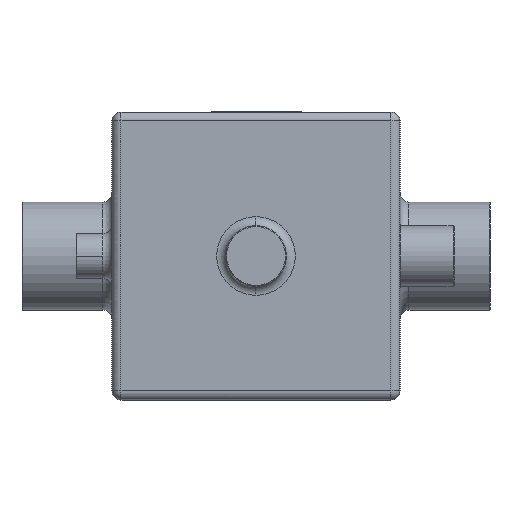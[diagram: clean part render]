
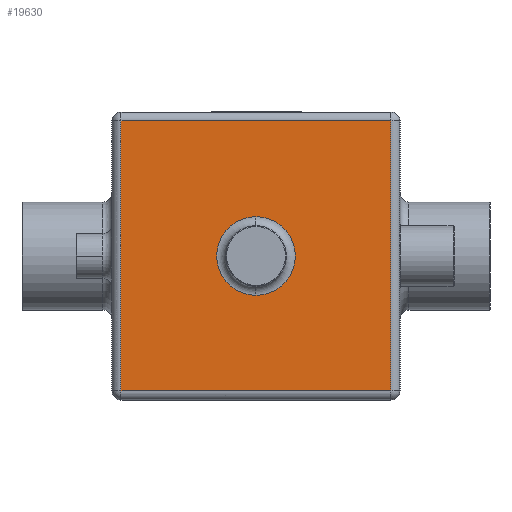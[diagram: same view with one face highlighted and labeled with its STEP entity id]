
A CAD part, front view. The second image highlights one B-rep face of the part: STEP entity #19630.
In plain terms, the highlighted planar face has unit normal (0, -1, 0).
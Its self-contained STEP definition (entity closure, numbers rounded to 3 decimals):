
#250 = CARTESIAN_POINT ( 'NONE',  ( 75., -309., -75. ) ) ;
#435 = DIRECTION ( 'NONE',  ( 0., 0., 1. ) ) ;
#1820 = CARTESIAN_POINT ( 'NONE',  ( -80., -309., 75. ) ) ;
#1831 = CARTESIAN_POINT ( 'NONE',  ( 80., -309., 80. ) ) ;
#2006 = DIRECTION ( 'NONE',  ( 1., 0., 0. ) ) ;
#2066 = CARTESIAN_POINT ( 'NONE',  ( 75., -309., 75. ) ) ;
#2479 = CARTESIAN_POINT ( 'NONE',  ( 0., -309., 0. ) ) ;
#2503 = EDGE_LOOP ( 'NONE', ( #11420, #19249 ) ) ;
#2614 = ORIENTED_EDGE ( 'NONE', *, *, #19222, .T. ) ;
#2899 = CARTESIAN_POINT ( 'NONE',  ( 0., -309., 0. ) ) ;
#2908 = EDGE_LOOP ( 'NONE', ( #15477, #19806, #5447, #2614 ) ) ;
#3286 = DIRECTION ( 'NONE',  ( 0., 1., 0. ) ) ;
#3688 = CARTESIAN_POINT ( 'NONE',  ( 0., -309., 21.85 ) ) ;
#3740 = AXIS2_PLACEMENT_3D ( 'NONE', #1831, #3286, #4884 ) ;
#3799 = LINE ( 'NONE', #20477, #16164 ) ;
#4619 = VECTOR ( 'NONE', #2006, 1000. ) ;
#4884 = DIRECTION ( 'NONE',  ( 0., 0., 1. ) ) ;
#5447 = ORIENTED_EDGE ( 'NONE', *, *, #10674, .T. ) ;
#6008 = CIRCLE ( 'NONE', #11584, 21.85 ) ;
#6961 = DIRECTION ( 'NONE',  ( 0., 0., -1. ) ) ;
#8242 = CARTESIAN_POINT ( 'NONE',  ( 0., -309., -21.85 ) ) ;
#8251 = CIRCLE ( 'NONE', #13381, 21.85 ) ;
#8515 = EDGE_CURVE ( 'NONE', #13704, #21756, #3799, .T. ) ;
#8785 = CARTESIAN_POINT ( 'NONE',  ( -75., -309., 80. ) ) ;
#8873 = LINE ( 'NONE', #10520, #4619 ) ;
#9156 = EDGE_CURVE ( 'NONE', #14726, #15349, #8251, .T. ) ;
#10520 = CARTESIAN_POINT ( 'NONE',  ( 80., -309., -75. ) ) ;
#10674 = EDGE_CURVE ( 'NONE', #20629, #13010, #19451, .T. ) ;
#10705 = CARTESIAN_POINT ( 'NONE',  ( -75., -309., -75. ) ) ;
#11221 = FACE_BOUND ( 'NONE', #2503, .T. ) ;
#11420 = ORIENTED_EDGE ( 'NONE', *, *, #9156, .T. ) ;
#11584 = AXIS2_PLACEMENT_3D ( 'NONE', #2899, #19675, #13128 ) ;
#13010 = VERTEX_POINT ( 'NONE', #10705 ) ;
#13067 = EDGE_CURVE ( 'NONE', #15349, #14726, #6008, .T. ) ;
#13109 = LINE ( 'NONE', #1820, #19625 ) ;
#13128 = DIRECTION ( 'NONE',  ( 0., 0., 1. ) ) ;
#13381 = AXIS2_PLACEMENT_3D ( 'NONE', #2479, #20804, #17555 ) ;
#13704 = VERTEX_POINT ( 'NONE', #250 ) ;
#14229 = CARTESIAN_POINT ( 'NONE',  ( -75., -309., 75. ) ) ;
#14726 = VERTEX_POINT ( 'NONE', #3688 ) ;
#14798 = VECTOR ( 'NONE', #6961, 1000. ) ;
#15277 = DIRECTION ( 'NONE',  ( -1., 0., 0. ) ) ;
#15349 = VERTEX_POINT ( 'NONE', #8242 ) ;
#15477 = ORIENTED_EDGE ( 'NONE', *, *, #8515, .T. ) ;
#16164 = VECTOR ( 'NONE', #435, 1000. ) ;
#16804 = PLANE ( 'NONE',  #3740 ) ;
#16936 = EDGE_CURVE ( 'NONE', #21756, #20629, #13109, .T. ) ;
#17555 = DIRECTION ( 'NONE',  ( 0., 0., 1. ) ) ;
#19222 = EDGE_CURVE ( 'NONE', #13010, #13704, #8873, .T. ) ;
#19249 = ORIENTED_EDGE ( 'NONE', *, *, #13067, .T. ) ;
#19451 = LINE ( 'NONE', #8785, #14798 ) ;
#19562 = FACE_OUTER_BOUND ( 'NONE', #2908, .T. ) ;
#19625 = VECTOR ( 'NONE', #15277, 1000. ) ;
#19630 = ADVANCED_FACE ( 'NONE', ( #11221, #19562 ), #16804, .F. ) ;
#19675 = DIRECTION ( 'NONE',  ( 0., 1., 0. ) ) ;
#19806 = ORIENTED_EDGE ( 'NONE', *, *, #16936, .T. ) ;
#20477 = CARTESIAN_POINT ( 'NONE',  ( 75., -309., 80. ) ) ;
#20629 = VERTEX_POINT ( 'NONE', #14229 ) ;
#20804 = DIRECTION ( 'NONE',  ( 0., 1., 0. ) ) ;
#21756 = VERTEX_POINT ( 'NONE', #2066 ) ;
